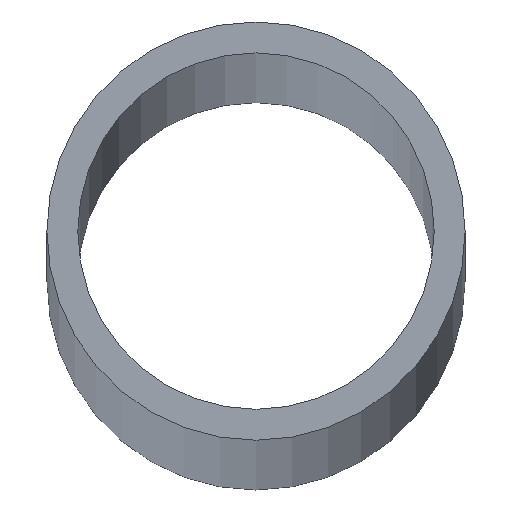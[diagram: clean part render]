
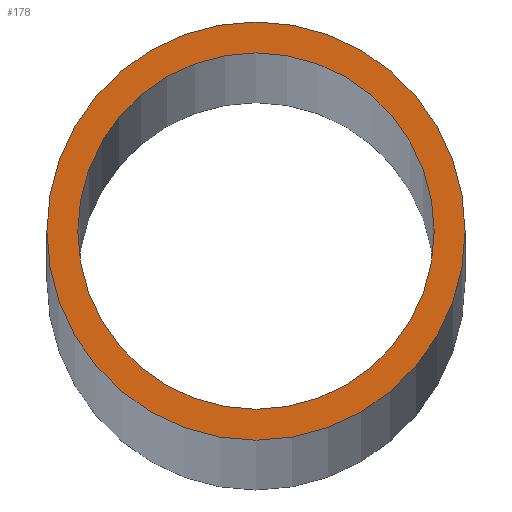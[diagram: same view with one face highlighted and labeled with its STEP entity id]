
A CAD part, top view. The second image highlights one B-rep face of the part: STEP entity #178.
In plain terms, the highlighted planar face has unit normal (0, 0, 1).
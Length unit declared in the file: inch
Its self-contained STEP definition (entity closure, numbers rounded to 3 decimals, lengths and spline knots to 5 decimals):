
#1 = CARTESIAN_POINT ( 'NONE',  ( 0., 0., 60. ) ) ;
#7 = CARTESIAN_POINT ( 'NONE',  ( 0.375, 0., 60. ) ) ;
#14 = DIRECTION ( 'NONE',  ( 1., 0., 0. ) ) ;
#23 = VERTEX_POINT ( 'NONE', #7 ) ;
#29 = CARTESIAN_POINT ( 'NONE',  ( 0., 0., 60. ) ) ;
#33 = AXIS2_PLACEMENT_3D ( 'NONE', #204, #173, #14 ) ;
#34 = AXIS2_PLACEMENT_3D ( 'NONE', #183, #100, #64 ) ;
#38 = ORIENTED_EDGE ( 'NONE', *, *, #145, .T. ) ;
#42 = DIRECTION ( 'NONE',  ( 0., 0., 1. ) ) ;
#47 = EDGE_LOOP ( 'NONE', ( #38, #193 ) ) ;
#52 = DIRECTION ( 'NONE',  ( 1., 0., 0. ) ) ;
#61 = CARTESIAN_POINT ( 'NONE',  ( 0., 0., 60. ) ) ;
#62 = CIRCLE ( 'NONE', #185, 0.44 ) ;
#64 = DIRECTION ( 'NONE',  ( 1., 0., 0. ) ) ;
#66 = DIRECTION ( 'NONE',  ( 0., 0., 1. ) ) ;
#81 = CARTESIAN_POINT ( 'NONE',  ( -0.375, 0., 60. ) ) ;
#85 = PLANE ( 'NONE',  #33 ) ;
#95 = DIRECTION ( 'NONE',  ( 1., 0., 0. ) ) ;
#97 = CIRCLE ( 'NONE', #34, 0.44 ) ;
#100 = DIRECTION ( 'NONE',  ( 0., 0., 1. ) ) ;
#103 = DIRECTION ( 'NONE',  ( 0., 0., 1. ) ) ;
#104 = DIRECTION ( 'NONE',  ( 1., 0., 0. ) ) ;
#115 = CIRCLE ( 'NONE', #133, 0.375 ) ;
#119 = EDGE_CURVE ( 'NONE', #179, #23, #129, .T. ) ;
#129 = CIRCLE ( 'NONE', #198, 0.375 ) ;
#132 = CARTESIAN_POINT ( 'NONE',  ( 0.44, 0., 60. ) ) ;
#133 = AXIS2_PLACEMENT_3D ( 'NONE', #1, #66, #52 ) ;
#145 = EDGE_CURVE ( 'NONE', #180, #202, #97, .T. ) ;
#156 = EDGE_CURVE ( 'NONE', #202, #180, #62, .T. ) ;
#164 = EDGE_LOOP ( 'NONE', ( #169, #208 ) ) ;
#169 = ORIENTED_EDGE ( 'NONE', *, *, #119, .F. ) ;
#173 = DIRECTION ( 'NONE',  ( 0., 0., 1. ) ) ;
#178 = ADVANCED_FACE ( 'NONE', ( #207, #221 ), #85, .T. ) ;
#179 = VERTEX_POINT ( 'NONE', #81 ) ;
#180 = VERTEX_POINT ( 'NONE', #219 ) ;
#183 = CARTESIAN_POINT ( 'NONE',  ( 0., 0., 60. ) ) ;
#185 = AXIS2_PLACEMENT_3D ( 'NONE', #29, #103, #104 ) ;
#193 = ORIENTED_EDGE ( 'NONE', *, *, #156, .T. ) ;
#198 = AXIS2_PLACEMENT_3D ( 'NONE', #61, #42, #95 ) ;
#200 = EDGE_CURVE ( 'NONE', #23, #179, #115, .T. ) ;
#202 = VERTEX_POINT ( 'NONE', #132 ) ;
#204 = CARTESIAN_POINT ( 'NONE',  ( 0., 0., 60. ) ) ;
#207 = FACE_OUTER_BOUND ( 'NONE', #47, .T. ) ;
#208 = ORIENTED_EDGE ( 'NONE', *, *, #200, .F. ) ;
#219 = CARTESIAN_POINT ( 'NONE',  ( -0.44, 0., 60. ) ) ;
#221 = FACE_BOUND ( 'NONE', #164, .T. ) ;
